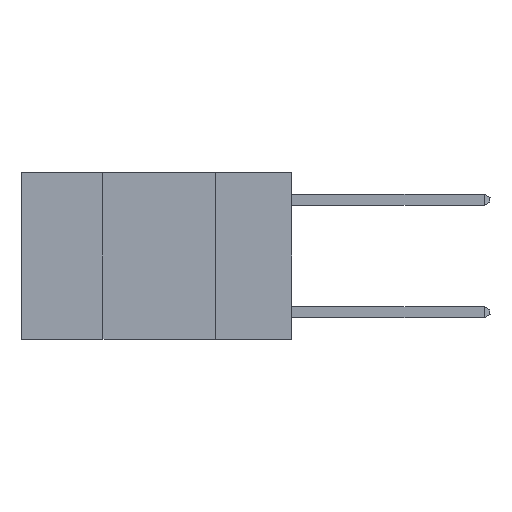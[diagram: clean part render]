
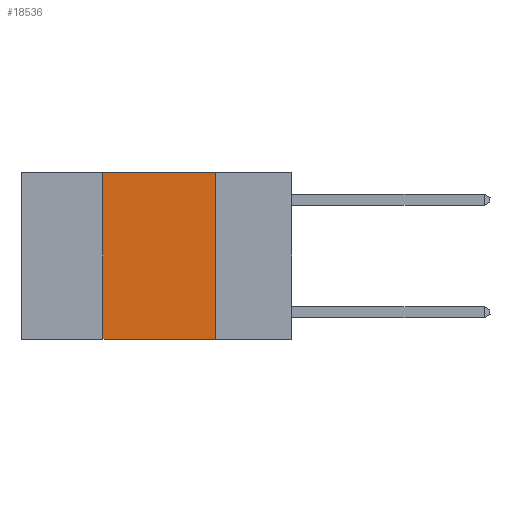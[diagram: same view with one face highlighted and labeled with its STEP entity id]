
A CAD part, left-side view. The second image highlights one B-rep face of the part: STEP entity #18536.
In plain terms, the highlighted planar face has unit normal (-1, 0, 0).
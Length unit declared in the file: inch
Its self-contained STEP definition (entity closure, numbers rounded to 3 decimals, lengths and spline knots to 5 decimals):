
#33 = LINE ( 'NONE', #9003, #910 ) ;
#486 = FACE_OUTER_BOUND ( 'NONE', #20613, .T. ) ;
#558 = ORIENTED_EDGE ( 'NONE', *, *, #4909, .F. ) ;
#910 = VECTOR ( 'NONE', #18087, 39.37008 ) ;
#1353 = CARTESIAN_POINT ( 'NONE',  ( 0., 0.6, -0.37 ) ) ;
#1425 = LINE ( 'NONE', #8618, #16695 ) ;
#1566 = CARTESIAN_POINT ( 'NONE',  ( 0., 0.42, 0. ) ) ;
#4909 = EDGE_CURVE ( 'NONE', #6823, #15714, #33, .T. ) ;
#5349 = LINE ( 'NONE', #1353, #17764 ) ;
#6341 = VECTOR ( 'NONE', #11001, 39.37008 ) ;
#6823 = VERTEX_POINT ( 'NONE', #11728 ) ;
#6958 = VERTEX_POINT ( 'NONE', #19395 ) ;
#7483 = CARTESIAN_POINT ( 'NONE',  ( 0., 0.42, 0. ) ) ;
#8544 = DIRECTION ( 'NONE',  ( 0., -1., 0. ) ) ;
#8618 = CARTESIAN_POINT ( 'NONE',  ( 0., 0.6, 0. ) ) ;
#8840 = EDGE_CURVE ( 'NONE', #10027, #6823, #1425, .T. ) ;
#9003 = CARTESIAN_POINT ( 'NONE',  ( 0., 0.17, 0. ) ) ;
#10027 = VERTEX_POINT ( 'NONE', #7483 ) ;
#10894 = CARTESIAN_POINT ( 'NONE',  ( 0., 0.17, -0.37 ) ) ;
#11001 = DIRECTION ( 'NONE',  ( 0., 0., 1. ) ) ;
#11728 = CARTESIAN_POINT ( 'NONE',  ( 0., 0.17, 0. ) ) ;
#12839 = AXIS2_PLACEMENT_3D ( 'NONE', #13374, #14773, #14896 ) ;
#13374 = CARTESIAN_POINT ( 'NONE',  ( 0., 0.6, 0. ) ) ;
#14285 = EDGE_CURVE ( 'NONE', #6958, #10027, #17729, .T. ) ;
#14773 = DIRECTION ( 'NONE',  ( 1., 0., 0. ) ) ;
#14896 = DIRECTION ( 'NONE',  ( 0., 0., -1. ) ) ;
#15714 = VERTEX_POINT ( 'NONE', #10894 ) ;
#15814 = DIRECTION ( 'NONE',  ( 0., -1., 0. ) ) ;
#16220 = ORIENTED_EDGE ( 'NONE', *, *, #8840, .F. ) ;
#16695 = VECTOR ( 'NONE', #15814, 39.37008 ) ;
#17729 = LINE ( 'NONE', #1566, #6341 ) ;
#17764 = VECTOR ( 'NONE', #8544, 39.37008 ) ;
#18087 = DIRECTION ( 'NONE',  ( 0., 0., -1. ) ) ;
#18536 = ADVANCED_FACE ( 'NONE', ( #486 ), #20692, .F. ) ;
#19395 = CARTESIAN_POINT ( 'NONE',  ( 0., 0.42, -0.37 ) ) ;
#20045 = ORIENTED_EDGE ( 'NONE', *, *, #20292, .T. ) ;
#20292 = EDGE_CURVE ( 'NONE', #6958, #15714, #5349, .T. ) ;
#20613 = EDGE_LOOP ( 'NONE', ( #558, #16220, #22713, #20045 ) ) ;
#20692 = PLANE ( 'NONE',  #12839 ) ;
#22713 = ORIENTED_EDGE ( 'NONE', *, *, #14285, .F. ) ;
